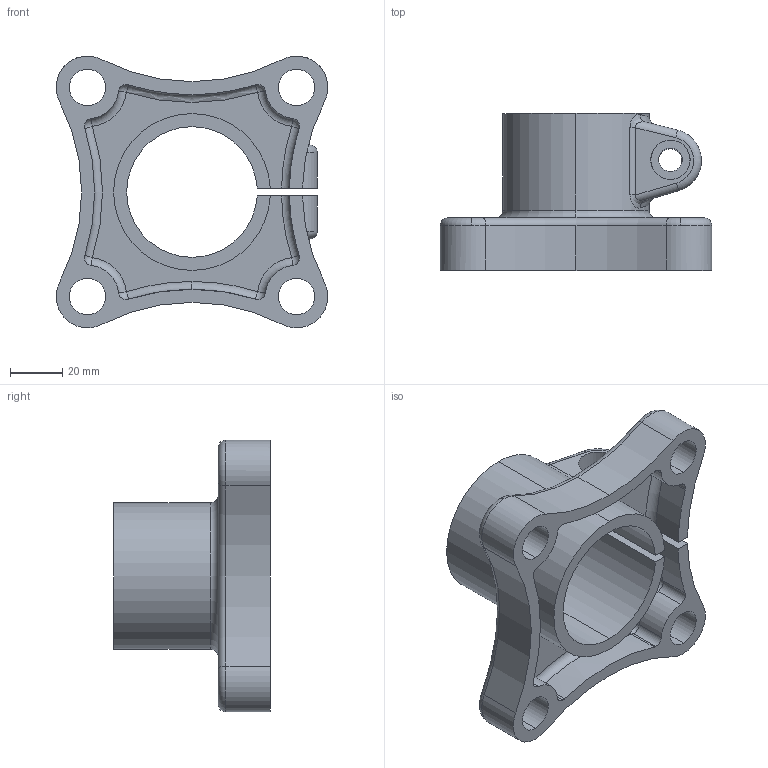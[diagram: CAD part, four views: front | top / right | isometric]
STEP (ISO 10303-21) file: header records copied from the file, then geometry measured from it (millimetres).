
FILE_DESCRIPTION (( 'STEP AP214' ), '1' );
FILE_NAME ('step_file.STEP', '2026-01-06T07:35:17', ( '' ), ( '' ), 'SwSTEP 2.0', 'SolidWorks 2021', '' );
FILE_SCHEMA (( 'AUTOMOTIVE_DESIGN' ));
Length unit declared in the file: millimetre
Products named in the file (1): step_file
Bounding box: 103.99 x 60 x 104 mm (x, y, z)
Volume: 112586.5 mm3; surface area: 50651 mm2
Topology: 1 solids, 1 shells, 131 faces, 339 edges, 204 vertices
Faces by surface type: cylinder 69, torus 27, plane 15, bspline 8, sphere 8, cone 4
Entity records: 5054 total; most frequent: CARTESIAN_POINT 1283, DIRECTION 756, ORIENTED_EDGE 662, EDGE_CURVE 331, AXIS2_PLACEMENT_3D 327, VERTEX_POINT 204, CIRCLE 203, EDGE_LOOP 145
